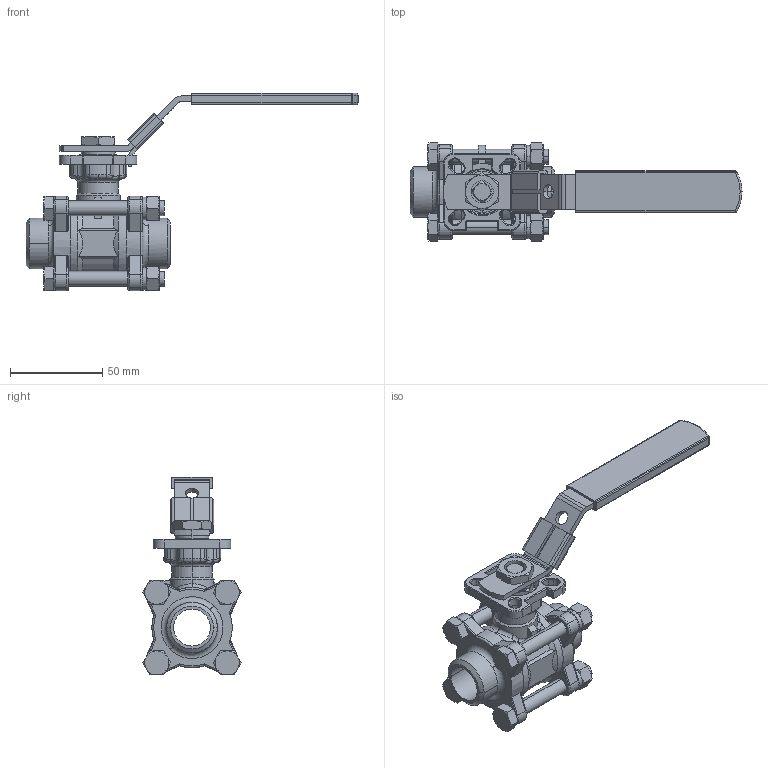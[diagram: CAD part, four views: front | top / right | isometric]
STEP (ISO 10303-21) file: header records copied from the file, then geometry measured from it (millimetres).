
FILE_DESCRIPTION(('STEP AP214'),'1');
FILE_NAME('3-4.stp','2023-01-17T05:52:39',(' '),(' '),'Spatial InterOp 3D',' ',' ');
FILE_SCHEMA(('AUTOMOTIVE_DESIGN { 1 0 10303 214 1 1 1 1 }'));
Length unit declared in the file: millimetre
Products named in the file (1): 1
Bounding box: 179.9 x 53.19 x 107.09 mm (x, y, z)
Volume: 105842.2 mm3; surface area: 71656.2 mm2
Topology: 31 solids, 31 shells, 915 faces, 2210 edges, 1359 vertices
Faces by surface type: cylinder 331, plane 284, cone 200, torus 62, bspline 32, sphere 6
Entity records: 53906 total; most frequent: CARTESIAN_POINT 32659, DIRECTION 4597, ORIENTED_EDGE 4408, EDGE_CURVE 2204, AXIS2_PLACEMENT_3D 1865, VERTEX_POINT 1359, EDGE_LOOP 995, CIRCLE 934
